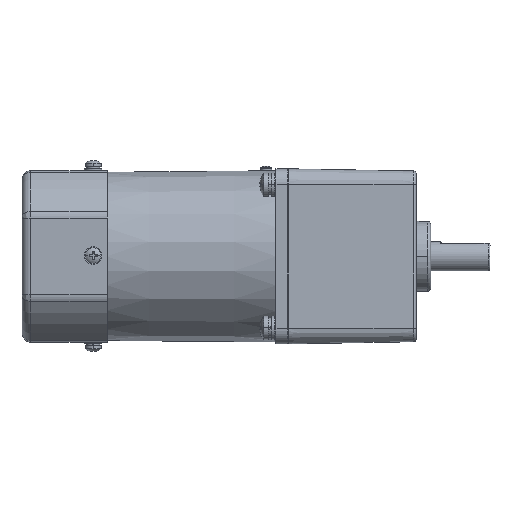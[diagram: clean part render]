
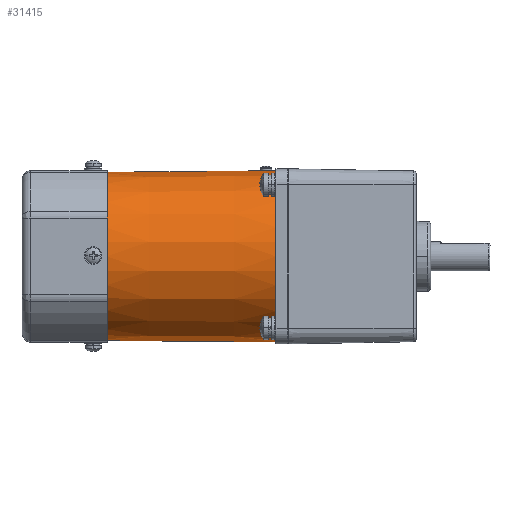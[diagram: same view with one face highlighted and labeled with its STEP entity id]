
A CAD part, front view. The second image highlights one B-rep face of the part: STEP entity #31415.
In plain terms, the highlighted conical face has half-angle 0.503 degrees and reference radius 43.236 mm.
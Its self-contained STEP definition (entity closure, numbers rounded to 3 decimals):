
#438 = CARTESIAN_POINT ( 'NONE',  ( 2632.292, -775.157, 44. ) ) ;
#2141 = DIRECTION ( 'NONE',  ( 0., 0., 1. ) ) ;
#2266 = CARTESIAN_POINT ( 'NONE',  ( 2545.293, -775.157, 43.236 ) ) ;
#2586 = VERTEX_POINT ( 'NONE', #27171 ) ;
#2739 = CIRCLE ( 'NONE', #21256, 43.236 ) ;
#3430 = DIRECTION ( 'NONE',  ( -1., 0., 0. ) ) ;
#3820 = AXIS2_PLACEMENT_3D ( 'NONE', #26091, #3430, #13577 ) ;
#4383 = DIRECTION ( 'NONE',  ( 0., 0., -1. ) ) ;
#5017 = VECTOR ( 'NONE', #18659, 1000. ) ;
#5204 = VECTOR ( 'NONE', #12417, 1000. ) ;
#5982 = EDGE_CURVE ( 'NONE', #16277, #2586, #24939, .T. ) ;
#6031 = ORIENTED_EDGE ( 'NONE', *, *, #23492, .T. ) ;
#6189 = EDGE_CURVE ( 'NONE', #28363, #2586, #23571, .T. ) ;
#6722 = DIRECTION ( 'NONE',  ( 1., 0., -0.009 ) ) ;
#8241 = VERTEX_POINT ( 'NONE', #16364 ) ;
#8521 = CARTESIAN_POINT ( 'NONE',  ( -2380.797, -775.157, 0. ) ) ;
#8989 = CONICAL_SURFACE ( 'NONE', #27466, 43.236, 0.009 ) ;
#10906 = EDGE_CURVE ( 'NONE', #8241, #16277, #2739, .T. ) ;
#11861 = EDGE_LOOP ( 'NONE', ( #25856, #19433, #6031, #30215, #17030 ) ) ;
#12186 = EDGE_CURVE ( 'NONE', #12630, #28363, #18145, .T. ) ;
#12417 = DIRECTION ( 'NONE',  ( 1., 0., 0.009 ) ) ;
#12630 = VERTEX_POINT ( 'NONE', #30100 ) ;
#13577 = DIRECTION ( 'NONE',  ( 0., 0., -1. ) ) ;
#14758 = CARTESIAN_POINT ( 'NONE',  ( 2545.293, -775.157, 0. ) ) ;
#16277 = VERTEX_POINT ( 'NONE', #28743 ) ;
#16364 = CARTESIAN_POINT ( 'NONE',  ( 2545.293, -775.157, -43.236 ) ) ;
#17006 = CARTESIAN_POINT ( 'NONE',  ( 2545.293, -775.157, 0. ) ) ;
#17030 = ORIENTED_EDGE ( 'NONE', *, *, #6189, .T. ) ;
#18145 = CIRCLE ( 'NONE', #3820, 44. ) ;
#18659 = DIRECTION ( 'NONE',  ( -1., 0., -0.009 ) ) ;
#19358 = LINE ( 'NONE', #29381, #32253 ) ;
#19433 = ORIENTED_EDGE ( 'NONE', *, *, #10906, .F. ) ;
#21256 = AXIS2_PLACEMENT_3D ( 'NONE', #14758, #24805, #2141 ) ;
#23492 = EDGE_CURVE ( 'NONE', #8241, #12630, #19358, .T. ) ;
#23571 = LINE ( 'NONE', #8521, #5017 ) ;
#24805 = DIRECTION ( 'NONE',  ( -1., 0., 0. ) ) ;
#24939 = LINE ( 'NONE', #2266, #5204 ) ;
#25856 = ORIENTED_EDGE ( 'NONE', *, *, #5982, .F. ) ;
#26091 = CARTESIAN_POINT ( 'NONE',  ( 2632.292, -775.157, 0. ) ) ;
#27047 = DIRECTION ( 'NONE',  ( 1., 0., 0. ) ) ;
#27171 = CARTESIAN_POINT ( 'NONE',  ( 2622.292, -775.157, 43.912 ) ) ;
#27466 = AXIS2_PLACEMENT_3D ( 'NONE', #17006, #27047, #4383 ) ;
#28363 = VERTEX_POINT ( 'NONE', #438 ) ;
#28743 = CARTESIAN_POINT ( 'NONE',  ( 2545.293, -775.157, 43.236 ) ) ;
#29381 = CARTESIAN_POINT ( 'NONE',  ( 2545.293, -775.157, -43.236 ) ) ;
#30100 = CARTESIAN_POINT ( 'NONE',  ( 2632.292, -775.157, -44. ) ) ;
#30215 = ORIENTED_EDGE ( 'NONE', *, *, #12186, .T. ) ;
#31415 = ADVANCED_FACE ( 'NONE', ( #31955 ), #8989, .T. ) ;
#31955 = FACE_OUTER_BOUND ( 'NONE', #11861, .T. ) ;
#32253 = VECTOR ( 'NONE', #6722, 1000. ) ;
